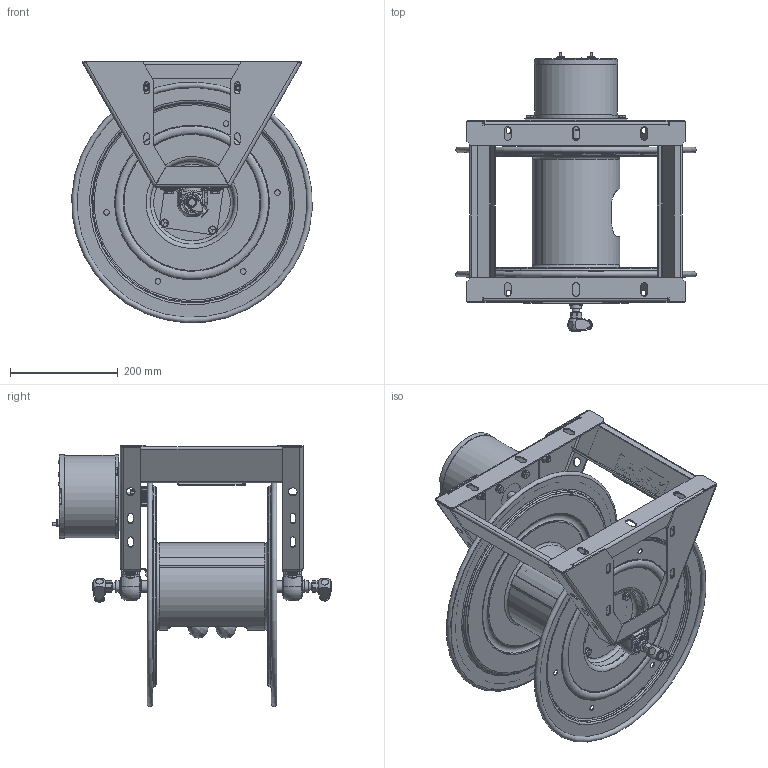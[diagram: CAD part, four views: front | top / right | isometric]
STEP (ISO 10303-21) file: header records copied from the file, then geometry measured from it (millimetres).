
FILE_DESCRIPTION(/* description */ (''),/* implementation_level */ '2;1');
FILE_NAME(/* name */ '1275HPL-C-8-E_SHARED.stp',/* time_stamp */ '2020-03-16T09:52:29-07:00',/* author */ ('NMelton'),/* organization */ (''),/* preprocessor_version */ 'ST-DEVELOPER v17',/* originating_system */ 'Autodesk Inventor 2019',/* authorisation */ '');
FILE_SCHEMA (('AUTOMOTIVE_DESIGN { 1 0 10303 214 3 1 1 }'));
Products named in the file (1): 1275HPL-C-8-E_SHARED
Bounding box: 447.02 x 519.55 x 486.02 mm (x, y, z)
Surface area: 1756309.4 mm2 (no closed solid volume)
Topology: 0 solids, 146 shells, 2921 faces, 10201 edges, 7174 vertices
Faces by surface type: cylinder 1135, plane 972, cone 311, bspline 308, torus 139, sphere 56
Full cylindrical faces by diameter (mm): 1.245 x4, 1.321 x4, 2.54 x1, 3.048 x1, 3.962 x1, 4.826 x1, 4.978 x2, 5.08 x2, 6.35 x1, 6.985 x4, 7.938 x7, 9.347 x2, 10.414 x6, 10.439 x1, 10.592 x2, 11.43 x12, 12.192 x2, 12.7 x7, 12.859 x4, 13.398 x2, 13.843 x2, 13.868 x2, 14.186 x4, 14.3 x1, 15.875 x3, 16.662 x4, 16.764 x1, 17.615 x8, 18.644 x2, 19.253 x3
Entity records: 125637 total; most frequent: CARTESIAN_POINT 40827, ORIENTED_EDGE 16374, DIRECTION 15912, EDGE_CURVE 10100, VERTEX_POINT 7174, AXIS2_PLACEMENT_3D 5806, LINE 4300, VECTOR 4300
